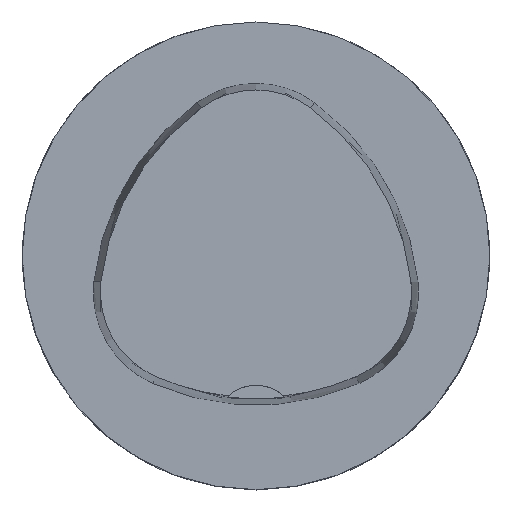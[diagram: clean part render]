
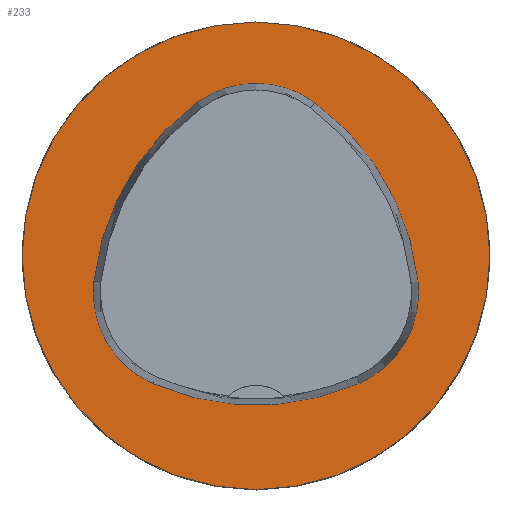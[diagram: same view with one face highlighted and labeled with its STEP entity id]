
A CAD part, top view. The second image highlights one B-rep face of the part: STEP entity #233.
In plain terms, the highlighted planar face has unit normal (0, 0, 1).
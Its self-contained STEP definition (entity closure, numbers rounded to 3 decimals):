
#104=FACE_BOUND('',#391,.T.);
#105=FACE_BOUND('',#392,.T.);
#180=CIRCLE('',#1228,40.);
#181=CIRCLE('',#1234,44.);
#183=CIRCLE('',#1237,17.);
#185=CIRCLE('',#1240,44.);
#187=CIRCLE('',#1243,17.);
#191=CIRCLE('',#1248,44.);
#193=CIRCLE('',#1251,17.);
#233=ADVANCED_FACE('',(#104,#105),#283,.T.);
#283=PLANE('',#1256);
#391=EDGE_LOOP('',(#576,#577,#578,#579,#580,#581));
#392=EDGE_LOOP('',(#582));
#576=ORIENTED_EDGE('',*,*,#928,.T.);
#577=ORIENTED_EDGE('',*,*,#908,.T.);
#578=ORIENTED_EDGE('',*,*,#912,.T.);
#579=ORIENTED_EDGE('',*,*,#915,.T.);
#580=ORIENTED_EDGE('',*,*,#918,.T.);
#581=ORIENTED_EDGE('',*,*,#926,.T.);
#582=ORIENTED_EDGE('',*,*,#899,.F.);
#783=VERTEX_POINT('',#1891);
#792=VERTEX_POINT('',#1910);
#793=VERTEX_POINT('',#1911);
#796=VERTEX_POINT('',#1919);
#798=VERTEX_POINT('',#1925);
#800=VERTEX_POINT('',#1931);
#807=VERTEX_POINT('',#1952);
#899=EDGE_CURVE('',#783,#783,#180,.T.);
#908=EDGE_CURVE('',#792,#793,#181,.T.);
#912=EDGE_CURVE('',#793,#796,#183,.T.);
#915=EDGE_CURVE('',#796,#798,#185,.T.);
#918=EDGE_CURVE('',#798,#800,#187,.T.);
#926=EDGE_CURVE('',#800,#807,#191,.T.);
#928=EDGE_CURVE('',#807,#792,#193,.T.);
#1228=AXIS2_PLACEMENT_3D('',#1890,#1438,#1439);
#1234=AXIS2_PLACEMENT_3D('',#1909,#1454,#1455);
#1237=AXIS2_PLACEMENT_3D('',#1918,#1462,#1463);
#1240=AXIS2_PLACEMENT_3D('',#1924,#1469,#1470);
#1243=AXIS2_PLACEMENT_3D('',#1930,#1476,#1477);
#1248=AXIS2_PLACEMENT_3D('',#1953,#1488,#1489);
#1251=AXIS2_PLACEMENT_3D('',#1956,#1494,#1495);
#1256=AXIS2_PLACEMENT_3D('',#1961,#1504,#1505);
#1438=DIRECTION('',(0.,0.,-1.));
#1439=DIRECTION('',(-1.,0.,0.));
#1454=DIRECTION('',(0.,0.,-1.));
#1455=DIRECTION('',(-1.,0.,0.));
#1462=DIRECTION('',(0.,0.,-1.));
#1463=DIRECTION('',(-1.,0.,0.));
#1469=DIRECTION('',(0.,0.,-1.));
#1470=DIRECTION('',(-1.,0.,0.));
#1476=DIRECTION('',(0.,0.,-1.));
#1477=DIRECTION('',(-1.,0.,0.));
#1488=DIRECTION('',(0.,0.,-1.));
#1489=DIRECTION('',(-1.,0.,0.));
#1494=DIRECTION('',(0.,0.,-1.));
#1495=DIRECTION('',(-1.,0.,0.));
#1504=DIRECTION('',(0.,0.,1.));
#1505=DIRECTION('',(1.,0.,0.));
#1890=CARTESIAN_POINT('',(0.,0.,
0.));
#1891=CARTESIAN_POINT('',(-40.,0.,0.));
#1909=CARTESIAN_POINT('',(16.01,-9.224,0.));
#1910=CARTESIAN_POINT('',(-27.722,-4.378,0.));
#1911=CARTESIAN_POINT('',(-10.119,26.178,0.));
#1918=CARTESIAN_POINT('',(-0.023,12.5,0.));
#1919=CARTESIAN_POINT('',(10.049,26.194,0.));
#1924=CARTESIAN_POINT('',(-16.021,-9.25,0.));
#1925=CARTESIAN_POINT('',(27.71,-4.394,0.));
#1930=CARTESIAN_POINT('',(10.814,-6.27,0.));
#1931=CARTESIAN_POINT('',(17.611,-21.852,0.));
#1952=CARTESIAN_POINT('',(-17.652,-21.819,0.));
#1953=CARTESIAN_POINT('',(0.017,18.477,0.));
#1956=CARTESIAN_POINT('',(-10.825,-6.25,0.));
#1961=CARTESIAN_POINT('',(0.,0.,
0.));
